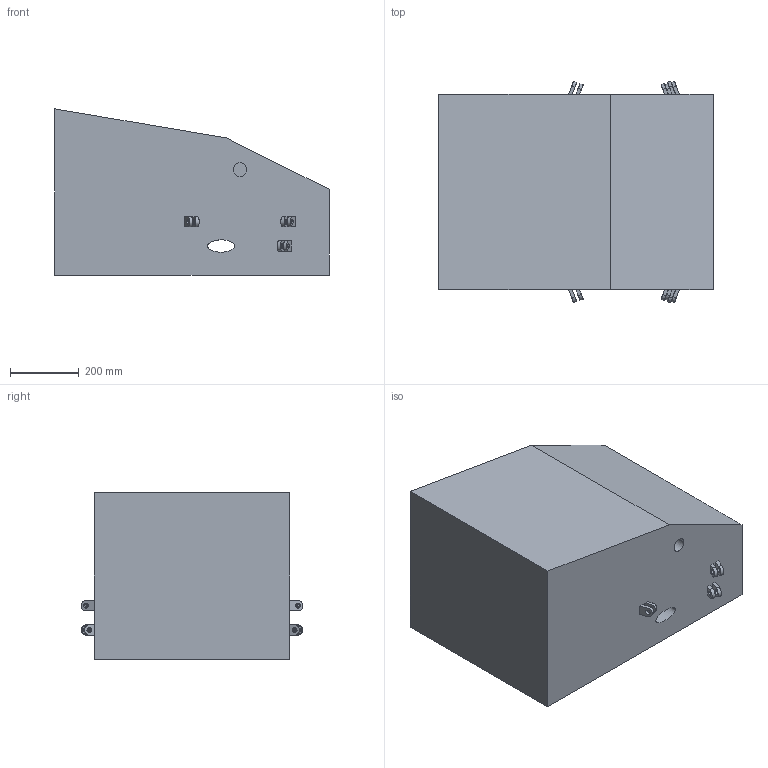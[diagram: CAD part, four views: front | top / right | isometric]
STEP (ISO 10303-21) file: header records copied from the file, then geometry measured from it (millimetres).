
FILE_DESCRIPTION(('CATIA V5 STEP Exchange'),'2;1');
FILE_NAME('Chassis.stp','2020-09-02T14:59:31+00:00',('none'),('none'),'CATIA Version 5 Release 21 GA (IN-10)','CATIA V5 STEP AP203','none');
FILE_SCHEMA(('CONFIG_CONTROL_DESIGN'));
Length unit declared in the file: millimetre
Products named in the file (1): Part1
Bounding box: 800 x 646.51 x 485 mm (x, y, z)
Volume: 180011365.7 mm3; surface area: 2134282 mm2
Topology: 1 solids, 1 shells, 99 faces, 251 edges, 169 vertices
Faces by surface type: plane 57, cylinder 40, extrusion 2
Entity records: 2842 total; most frequent: CARTESIAN_POINT 536, ORIENTED_EDGE 498, DIRECTION 353, EDGE_CURVE 249, VECTOR 167, VERTEX_POINT 166, LINE 165, EDGE_LOOP 139
